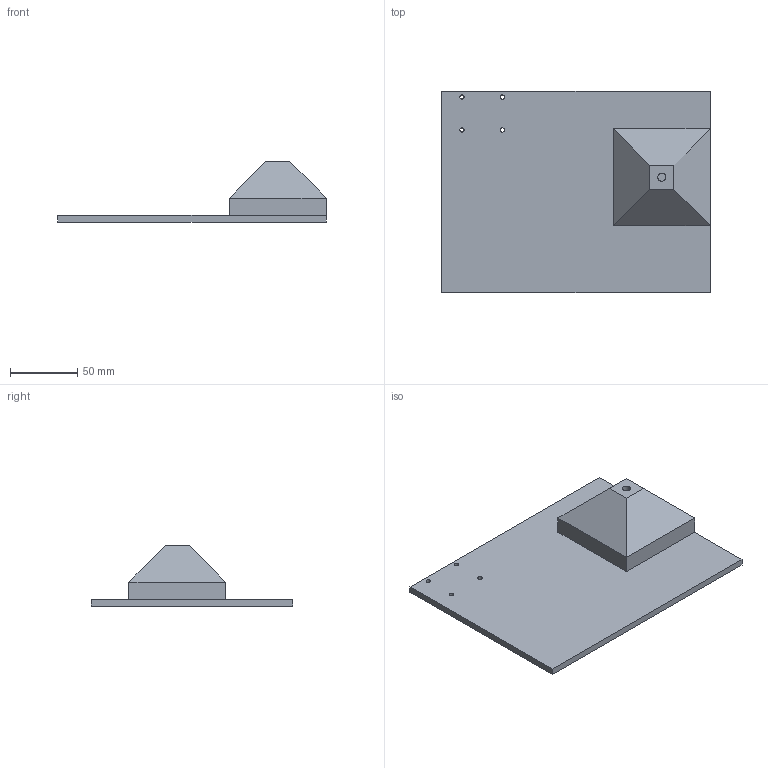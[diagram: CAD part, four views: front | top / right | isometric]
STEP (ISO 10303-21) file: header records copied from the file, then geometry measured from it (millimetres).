
FILE_DESCRIPTION (( 'STEP AP203' ), '1' );
FILE_NAME ('Base.iges_Predeterminado_sldprt.STEP', '2025-03-05T21:44:07', ( '' ), ( '' ), 'SwSTEP 2.0', 'SolidWorks 2025', '' );
FILE_SCHEMA (( 'CONFIG_CONTROL_DESIGN' ));
Length unit declared in the file: millimetre
Products named in the file (1): Base.iges_Predeterminado_sldprt
Bounding box: 200 x 150 x 45 mm (x, y, z)
Volume: 277466.6 mm3; surface area: 70008.2 mm2
Topology: 1 solids, 1 shells, 53 faces, 134 edges, 88 vertices
Faces by surface type: plane 43, cylinder 10
Entity records: 2063 total; most frequent: CARTESIAN_POINT 958, ORIENTED_EDGE 268, EDGE_CURVE 134, B_SPLINE_CURVE_WITH_KNOTS 134, DIRECTION 108, VERTEX_POINT 88, EDGE_LOOP 66, AXIS2_PLACEMENT_3D 54
